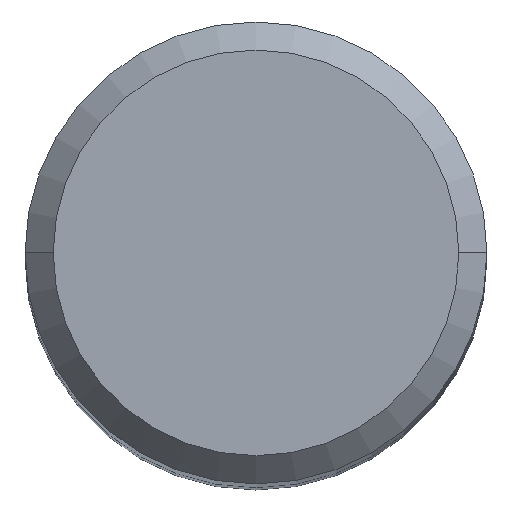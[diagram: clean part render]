
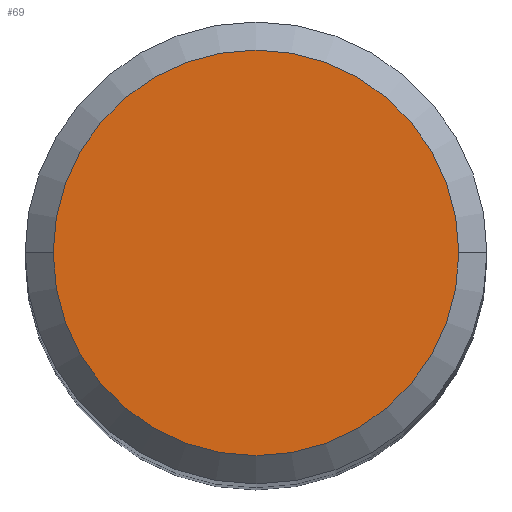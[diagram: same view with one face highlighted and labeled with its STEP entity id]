
A CAD part, top view. The second image highlights one B-rep face of the part: STEP entity #69.
In plain terms, the highlighted planar face has unit normal (0, 0, 1).
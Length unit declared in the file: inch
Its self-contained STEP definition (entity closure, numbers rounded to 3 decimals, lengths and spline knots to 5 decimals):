
#11 = EDGE_LOOP ( 'NONE', ( #52, #253 ) ) ;
#29 = DIRECTION ( 'NONE',  ( 1., 0., 0. ) ) ;
#31 = DIRECTION ( 'NONE',  ( 0., 0., 1. ) ) ;
#33 = CARTESIAN_POINT ( 'NONE',  ( 0., 0., 0. ) ) ;
#37 = CIRCLE ( 'NONE', #203, 0.14405 ) ;
#52 = ORIENTED_EDGE ( 'NONE', *, *, #106, .T. ) ;
#53 = DIRECTION ( 'NONE',  ( 0., 0., -1. ) ) ;
#69 = ADVANCED_FACE ( 'NONE', ( #197 ), #352, .F. ) ;
#76 = DIRECTION ( 'NONE',  ( -1., 0., 0. ) ) ;
#77 = VERTEX_POINT ( 'NONE', #160 ) ;
#106 = EDGE_CURVE ( 'NONE', #77, #372, #211, .T. ) ;
#149 = CARTESIAN_POINT ( 'NONE',  ( 0.14405, 0., 0. ) ) ;
#160 = CARTESIAN_POINT ( 'NONE',  ( -0.14405, 0., 0. ) ) ;
#176 = DIRECTION ( 'NONE',  ( 0., 0., 1. ) ) ;
#197 = FACE_OUTER_BOUND ( 'NONE', #11, .T. ) ;
#202 = DIRECTION ( 'NONE',  ( 1., 0., 0. ) ) ;
#203 = AXIS2_PLACEMENT_3D ( 'NONE', #33, #31, #202 ) ;
#211 = CIRCLE ( 'NONE', #315, 0.14405 ) ;
#253 = ORIENTED_EDGE ( 'NONE', *, *, #261, .T. ) ;
#261 = EDGE_CURVE ( 'NONE', #372, #77, #37, .T. ) ;
#297 = CARTESIAN_POINT ( 'NONE',  ( 0., 0.14405, 0. ) ) ;
#315 = AXIS2_PLACEMENT_3D ( 'NONE', #361, #176, #29 ) ;
#327 = AXIS2_PLACEMENT_3D ( 'NONE', #297, #53, #76 ) ;
#352 = PLANE ( 'NONE',  #327 ) ;
#361 = CARTESIAN_POINT ( 'NONE',  ( 0., 0., 0. ) ) ;
#372 = VERTEX_POINT ( 'NONE', #149 ) ;
